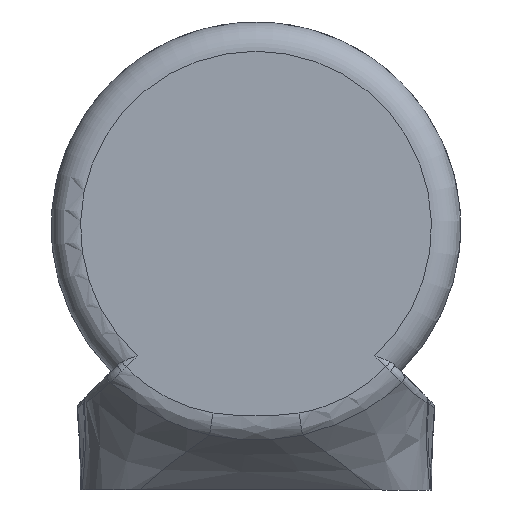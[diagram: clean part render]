
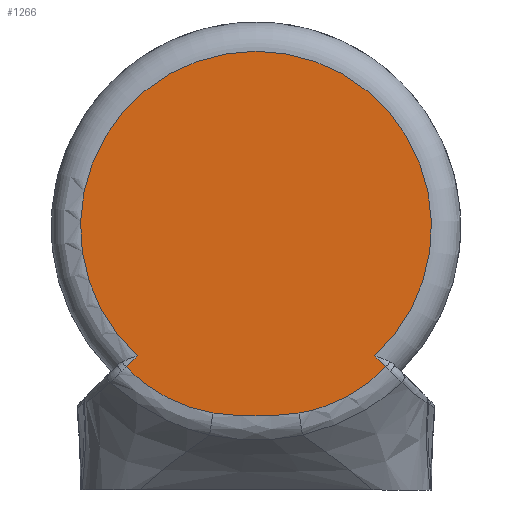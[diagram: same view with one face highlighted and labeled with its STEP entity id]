
A CAD part, left-side view. The second image highlights one B-rep face of the part: STEP entity #1266.
In plain terms, the highlighted planar face has unit normal (-1, 0, 0).
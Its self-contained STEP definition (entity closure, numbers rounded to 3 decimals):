
#20=PLANE('',#1368);
#64=B_SPLINE_CURVE_WITH_KNOTS('',3,(#2216,#2217,#2218,#2219,#2220,#2221),
 .UNSPECIFIED.,.F.,.F.,(4,1,1,4),(-0.494,-0.396,
-0.298,-0.152),.UNSPECIFIED.);
#65=B_SPLINE_CURVE_WITH_KNOTS('',3,(#2223,#2224,#2225,#2226,#2227),
 .UNSPECIFIED.,.F.,.F.,(4,1,4),(-0.295,-0.148,0.),
 .UNSPECIFIED.);
#66=B_SPLINE_CURVE_WITH_KNOTS('',3,(#2229,#2230,#2231,#2232,#2233,#2234),
 .UNSPECIFIED.,.F.,.F.,(4,1,1,4),(-0.342,-0.195,
-0.098,0.),.UNSPECIFIED.);
#171=FACE_OUTER_BOUND('',#253,.T.);
#253=EDGE_LOOP('',(#888,#889,#890,#891,#892,#893));
#324=LINE('',#2211,#368);
#325=LINE('',#2235,#369);
#368=VECTOR('',#1525,10.);
#369=VECTOR('',#1530,10.);
#424=CIRCLE('',#1369,6.);
#528=VERTEX_POINT('',#2195);
#529=VERTEX_POINT('',#2202);
#530=VERTEX_POINT('',#2213);
#531=VERTEX_POINT('',#2215);
#532=VERTEX_POINT('',#2222);
#533=VERTEX_POINT('',#2228);
#668=EDGE_CURVE('',#528,#529,#324,.T.);
#669=EDGE_CURVE('',#530,#529,#424,.T.);
#670=EDGE_CURVE('',#531,#528,#64,.T.);
#671=EDGE_CURVE('',#532,#531,#65,.T.);
#672=EDGE_CURVE('',#533,#532,#66,.T.);
#673=EDGE_CURVE('',#530,#533,#325,.T.);
#888=ORIENTED_EDGE('',*,*,#669,.T.);
#889=ORIENTED_EDGE('',*,*,#668,.F.);
#890=ORIENTED_EDGE('',*,*,#670,.F.);
#891=ORIENTED_EDGE('',*,*,#671,.F.);
#892=ORIENTED_EDGE('',*,*,#672,.F.);
#893=ORIENTED_EDGE('',*,*,#673,.F.);
#1266=ADVANCED_FACE('',(#171),#20,.F.);
#1368=AXIS2_PLACEMENT_3D('',#2212,#1526,#1527);
#1369=AXIS2_PLACEMENT_3D('',#2214,#1528,#1529);
#1525=DIRECTION('',(0.,-0.707,0.707));
#1526=DIRECTION('center_axis',(1.,0.,0.));
#1527=DIRECTION('ref_axis',(0.,1.,0.));
#1528=DIRECTION('center_axis',(-1.,0.,0.));
#1529=DIRECTION('ref_axis',(0.,0.,1.));
#1530=DIRECTION('',(0.,-0.707,-0.707));
#2195=CARTESIAN_POINT('',(-10.,4.433,-4.787));
#2202=CARTESIAN_POINT('',(-10.,4.062,-4.416));
#2211=CARTESIAN_POINT('',(-10.,2.884,-3.238));
#2212=CARTESIAN_POINT('Origin',(-10.,0.,0.));
#2213=CARTESIAN_POINT('',(-10.,-4.062,-4.416));
#2214=CARTESIAN_POINT('Origin',(-10.,0.,0.));
#2215=CARTESIAN_POINT('',(-10.,1.47,-6.367));
#2216=CARTESIAN_POINT('Ctrl Pts',(-10.,1.47,-6.367));
#2217=CARTESIAN_POINT('Ctrl Pts',(-10.,1.792,-6.316));
#2218=CARTESIAN_POINT('Ctrl Pts',(-10.,2.424,-6.148));
#2219=CARTESIAN_POINT('Ctrl Pts',(-10.,3.456,-5.655));
#2220=CARTESIAN_POINT('Ctrl Pts',(-10.,4.1,-5.144));
#2221=CARTESIAN_POINT('Ctrl Pts',(-10.,4.433,-4.787));
#2222=CARTESIAN_POINT('',(-10.,-1.47,-6.367));
#2223=CARTESIAN_POINT('Ctrl Pts',(-10.,-1.47,-6.367));
#2224=CARTESIAN_POINT('Ctrl Pts',(-10.,-0.984,-6.444));
#2225=CARTESIAN_POINT('Ctrl Pts',(-10.,0.,-6.511));
#2226=CARTESIAN_POINT('Ctrl Pts',(-10.,0.984,-6.444));
#2227=CARTESIAN_POINT('Ctrl Pts',(-10.,1.47,-6.367));
#2228=CARTESIAN_POINT('',(-10.,-4.433,-4.787));
#2229=CARTESIAN_POINT('Ctrl Pts',(-10.,-4.433,-4.787));
#2230=CARTESIAN_POINT('Ctrl Pts',(-10.,-4.1,-5.144));
#2231=CARTESIAN_POINT('Ctrl Pts',(-10.,-3.456,-5.655));
#2232=CARTESIAN_POINT('Ctrl Pts',(-10.,-2.424,-6.148));
#2233=CARTESIAN_POINT('Ctrl Pts',(-10.,-1.792,-6.316));
#2234=CARTESIAN_POINT('Ctrl Pts',(-10.,-1.47,-6.367));
#2235=CARTESIAN_POINT('',(-10.,-2.298,-2.652));
